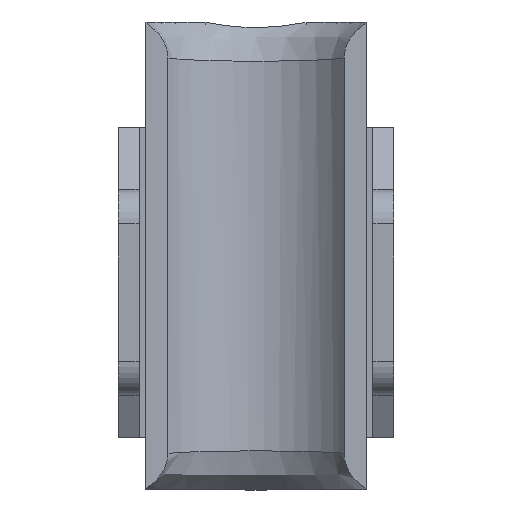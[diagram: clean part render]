
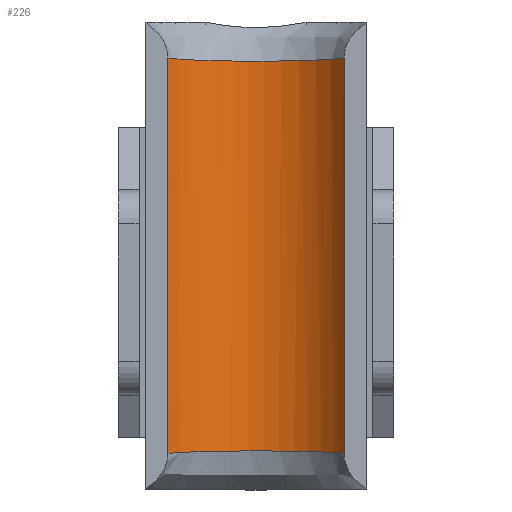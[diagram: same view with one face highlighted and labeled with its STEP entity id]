
A CAD part, front view. The second image highlights one B-rep face of the part: STEP entity #226.
In plain terms, the highlighted cylindrical face has radius 8 mm (diameter 16 mm), a partial arc.
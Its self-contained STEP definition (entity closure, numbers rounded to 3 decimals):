
#47 = CARTESIAN_POINT ( 'NONE',  ( 3.855, -0.983, -14.223 ) ) ;
#59 = VERTEX_POINT ( 'NONE', #3243 ) ;
#67 = CARTESIAN_POINT ( 'NONE',  ( 4.122, -1.137, -14.231 ) ) ;
#149 = DIRECTION ( 'NONE',  ( 0., 0., -1. ) ) ;
#170 = CARTESIAN_POINT ( 'NONE',  ( -3.305, -0.708, 14.208 ) ) ;
#194 = CARTESIAN_POINT ( 'NONE',  ( -4.641, -1.477, -14.251 ) ) ;
#226 = ADVANCED_FACE ( 'NONE', ( #3062 ), #4462, .F. ) ;
#300 = ORIENTED_EDGE ( 'NONE', *, *, #4050, .T. ) ;
#399 = CARTESIAN_POINT ( 'NONE',  ( -2.443, -0.376, 14.19 ) ) ;
#500 = CARTESIAN_POINT ( 'NONE',  ( 4.892, -1.662, 14.262 ) ) ;
#544 = CARTESIAN_POINT ( 'NONE',  ( -6.026, -2.702, 14.328 ) ) ;
#548 = CARTESIAN_POINT ( 'NONE',  ( -6.4, -3.2, -14.363 ) ) ;
#585 = B_SPLINE_CURVE_WITH_KNOTS ( 'NONE', 3,
 ( #548, #930, #3821, #591, #194, #1310, #1570, #1614, #1217, #2658, #3061, #3939, #3300, #723, #1115, #2774, #3497, #2152, #4296, #47, #67, #1469, #4319, #2130, #2577, #614 ),
 .UNSPECIFIED., .F., .F.,
 ( 4, 2, 2, 2, 2, 2, 2, 2, 2, 2, 2, 2, 4 ),
 ( 0., 0.002, 0.003, 0.004, 0.005, 0.006, 0.007, 0.009, 0.01, 0.011, 0.012, 0.013, 0.015 ),
 .UNSPECIFIED. ) ;
#591 = CARTESIAN_POINT ( 'NONE',  ( -4.892, -1.663, -14.262 ) ) ;
#614 = CARTESIAN_POINT ( 'NONE',  ( 6.4, -3.2, -14.363 ) ) ;
#658 = VERTEX_POINT ( 'NONE', #2745 ) ;
#723 = CARTESIAN_POINT ( 'NONE',  ( 0.624, 0., -14.172 ) ) ;
#724 = LINE ( 'NONE', #1117, #3708 ) ;
#758 = CARTESIAN_POINT ( 'NONE',  ( -3.855, -0.983, 14.223 ) ) ;
#784 = EDGE_LOOP ( 'NONE', ( #300, #3958, #2016, #1932 ) ) ;
#843 = CARTESIAN_POINT ( 'NONE',  ( 1.237, -0.072, 14.175 ) ) ;
#873 = VERTEX_POINT ( 'NONE', #4017 ) ;
#930 = CARTESIAN_POINT ( 'NONE',  ( -6.026, -2.702, -14.328 ) ) ;
#953 = CARTESIAN_POINT ( 'NONE',  ( -6.4, -3.2, -14.363 ) ) ;
#1115 = CARTESIAN_POINT ( 'NONE',  ( 1.237, -0.072, -14.175 ) ) ;
#1117 = CARTESIAN_POINT ( 'NONE',  ( 6.4, -3.2, 17. ) ) ;
#1215 = CARTESIAN_POINT ( 'NONE',  ( 4.122, -1.137, 14.231 ) ) ;
#1217 = CARTESIAN_POINT ( 'NONE',  ( -3.023, -0.587, -14.201 ) ) ;
#1223 = EDGE_CURVE ( 'NONE', #873, #59, #724, .T. ) ;
#1239 = CARTESIAN_POINT ( 'NONE',  ( 6.4, -3.2, 14.363 ) ) ;
#1261 = CARTESIAN_POINT ( 'NONE',  ( -0.624, 0., 14.172 ) ) ;
#1310 = CARTESIAN_POINT ( 'NONE',  ( -4.122, -1.137, -14.231 ) ) ;
#1469 = CARTESIAN_POINT ( 'NONE',  ( 4.641, -1.476, -14.251 ) ) ;
#1570 = CARTESIAN_POINT ( 'NONE',  ( -3.855, -0.983, -14.223 ) ) ;
#1614 = CARTESIAN_POINT ( 'NONE',  ( -3.305, -0.708, -14.208 ) ) ;
#1810 = CARTESIAN_POINT ( 'NONE',  ( 0.624, 0., 14.172 ) ) ;
#1912 = CARTESIAN_POINT ( 'NONE',  ( 5.602, -2.256, 14.298 ) ) ;
#1923 = DIRECTION ( 'NONE',  ( 0., 0., -1. ) ) ;
#1932 = ORIENTED_EDGE ( 'NONE', *, *, #1998, .T. ) ;
#1933 = CARTESIAN_POINT ( 'NONE',  ( -4.122, -1.137, 14.231 ) ) ;
#1961 = CARTESIAN_POINT ( 'NONE',  ( 6.026, -2.702, 14.328 ) ) ;
#1998 = EDGE_CURVE ( 'NONE', #873, #658, #2842, .T. ) ;
#2016 = ORIENTED_EDGE ( 'NONE', *, *, #1223, .F. ) ;
#2130 = CARTESIAN_POINT ( 'NONE',  ( 5.602, -2.256, -14.298 ) ) ;
#2152 = CARTESIAN_POINT ( 'NONE',  ( 3.023, -0.587, -14.201 ) ) ;
#2190 = CARTESIAN_POINT ( 'NONE',  ( -6.4, -3.2, 14.363 ) ) ;
#2349 = CARTESIAN_POINT ( 'NONE',  ( 4.641, -1.476, 14.251 ) ) ;
#2545 = CARTESIAN_POINT ( 'NONE',  ( 3.023, -0.587, 14.201 ) ) ;
#2577 = CARTESIAN_POINT ( 'NONE',  ( 6.026, -2.702, -14.328 ) ) ;
#2658 = CARTESIAN_POINT ( 'NONE',  ( -2.443, -0.376, -14.19 ) ) ;
#2677 = CARTESIAN_POINT ( 'NONE',  ( -4.641, -1.477, 14.251 ) ) ;
#2699 = CARTESIAN_POINT ( 'NONE',  ( -1.237, -0.072, 14.175 ) ) ;
#2701 = CARTESIAN_POINT ( 'NONE',  ( 0., -8., 17. ) ) ;
#2745 = CARTESIAN_POINT ( 'NONE',  ( -6.4, -3.2, 14.363 ) ) ;
#2774 = CARTESIAN_POINT ( 'NONE',  ( 2.143, -0.286, -14.186 ) ) ;
#2842 = B_SPLINE_CURVE_WITH_KNOTS ( 'NONE', 3,
 ( #1239, #1961, #1912, #500, #2349, #1215, #3294, #2907, #2545, #4481, #4333, #843, #1810, #1261, #2699, #3425, #399, #3998, #170, #758, #1933, #2677, #4102, #4122, #544, #2190 ),
 .UNSPECIFIED., .F., .F.,
 ( 4, 2, 2, 2, 2, 2, 2, 2, 2, 2, 2, 2, 4 ),
 ( 0., 0.002, 0.003, 0.004, 0.005, 0.006, 0.007, 0.009, 0.01, 0.011, 0.012, 0.013, 0.015 ),
 .UNSPECIFIED. ) ;
#2907 = CARTESIAN_POINT ( 'NONE',  ( 3.305, -0.708, 14.208 ) ) ;
#3003 = CARTESIAN_POINT ( 'NONE',  ( -6.4, -3.2, 17. ) ) ;
#3061 = CARTESIAN_POINT ( 'NONE',  ( -2.143, -0.286, -14.186 ) ) ;
#3062 = FACE_OUTER_BOUND ( 'NONE', #784, .T. ) ;
#3243 = CARTESIAN_POINT ( 'NONE',  ( 6.4, -3.2, -14.363 ) ) ;
#3294 = CARTESIAN_POINT ( 'NONE',  ( 3.855, -0.983, 14.223 ) ) ;
#3300 = CARTESIAN_POINT ( 'NONE',  ( -0.624, 0., -14.172 ) ) ;
#3386 = LINE ( 'NONE', #3003, #4519 ) ;
#3425 = CARTESIAN_POINT ( 'NONE',  ( -2.143, -0.286, 14.186 ) ) ;
#3497 = CARTESIAN_POINT ( 'NONE',  ( 2.442, -0.376, -14.19 ) ) ;
#3708 = VECTOR ( 'NONE', #4320, 1000. ) ;
#3735 = DIRECTION ( 'NONE',  ( -1., 0., 0. ) ) ;
#3818 = VERTEX_POINT ( 'NONE', #953 ) ;
#3821 = CARTESIAN_POINT ( 'NONE',  ( -5.602, -2.256, -14.298 ) ) ;
#3891 = EDGE_CURVE ( 'NONE', #3818, #59, #585, .T. ) ;
#3939 = CARTESIAN_POINT ( 'NONE',  ( -1.237, -0.072, -14.175 ) ) ;
#3958 = ORIENTED_EDGE ( 'NONE', *, *, #3891, .T. ) ;
#3998 = CARTESIAN_POINT ( 'NONE',  ( -3.023, -0.587, 14.201 ) ) ;
#4017 = CARTESIAN_POINT ( 'NONE',  ( 6.4, -3.2, 14.363 ) ) ;
#4050 = EDGE_CURVE ( 'NONE', #658, #3818, #3386, .T. ) ;
#4102 = CARTESIAN_POINT ( 'NONE',  ( -4.892, -1.663, 14.262 ) ) ;
#4122 = CARTESIAN_POINT ( 'NONE',  ( -5.602, -2.256, 14.298 ) ) ;
#4296 = CARTESIAN_POINT ( 'NONE',  ( 3.305, -0.708, -14.208 ) ) ;
#4319 = CARTESIAN_POINT ( 'NONE',  ( 4.892, -1.662, -14.262 ) ) ;
#4320 = DIRECTION ( 'NONE',  ( 0., 0., -1. ) ) ;
#4333 = CARTESIAN_POINT ( 'NONE',  ( 2.143, -0.286, 14.186 ) ) ;
#4462 = CYLINDRICAL_SURFACE ( 'NONE', #4616, 8. ) ;
#4481 = CARTESIAN_POINT ( 'NONE',  ( 2.442, -0.376, 14.19 ) ) ;
#4519 = VECTOR ( 'NONE', #1923, 1000. ) ;
#4616 = AXIS2_PLACEMENT_3D ( 'NONE', #2701, #149, #3735 ) ;
